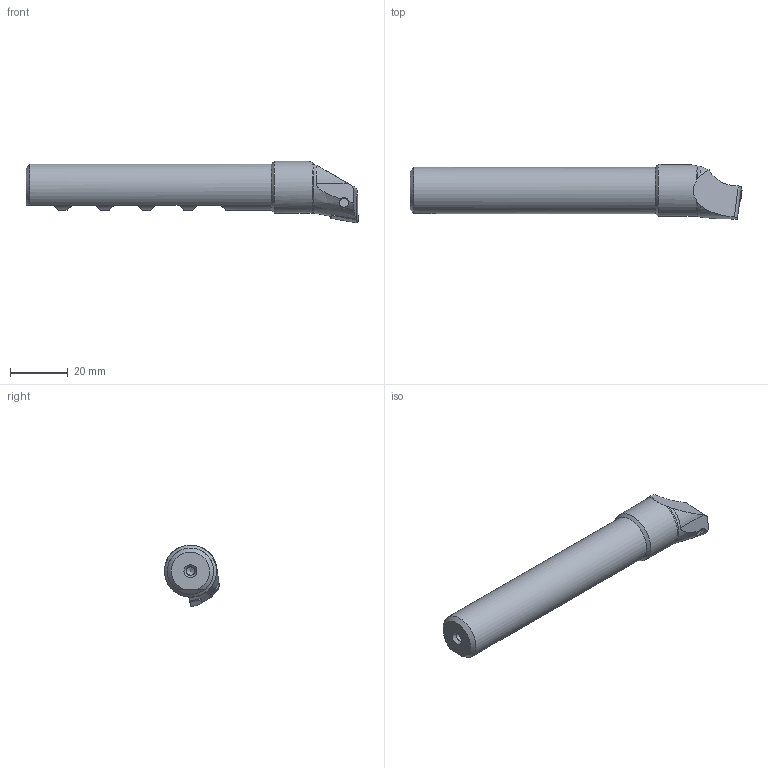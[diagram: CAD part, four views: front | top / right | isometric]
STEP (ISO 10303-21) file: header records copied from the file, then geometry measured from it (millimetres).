
FILE_DESCRIPTION (( 'STEP AP214' ), '1' );
FILE_NAME ('B25.WCB.K11.115.STEP', '2020-08-13T14:08:53', ( '' ), ( '' ), 'SwSTEP 2.0', 'SolidWorks 2017', '' );
FILE_SCHEMA (( 'AUTOMOTIVE_DESIGN' ));
Length unit declared in the file: millimetre
Products named in the file (4): WCB-ER2.001.009_A; B25-WCB.K11.115_B; B25.WCB.K11.115; CCMT09T304
Assembly tree (3 placements, depth 2):
  B25.WCB.K11.115
    B25-WCB.K11.115_B
    CCMT09T304
    WCB-ER2.001.009_A
Bounding box: 115 x 19.06 x 21.38 mm (x, y, z)
Volume: 21236.1 mm3; surface area: 7608.4 mm2
Topology: 3 solids, 3 shells, 117 faces, 300 edges, 184 vertices
Faces by surface type: plane 45, cone 28, cylinder 26, bspline 12, torus 5, sphere 1
Full cylindrical faces by diameter (mm): 3 x2, 3.3 x2, 4 x1, 4.4 x1, 5.25 x1, 6.1 x1, 16 x1, 18 x1
Entity records: 3936 total; most frequent: CARTESIAN_POINT 1331, ORIENTED_EDGE 528, DIRECTION 446, EDGE_CURVE 264, VERTEX_POINT 176, AXIS2_PLACEMENT_3D 173, EDGE_LOOP 146, FACE_OUTER_BOUND 131
